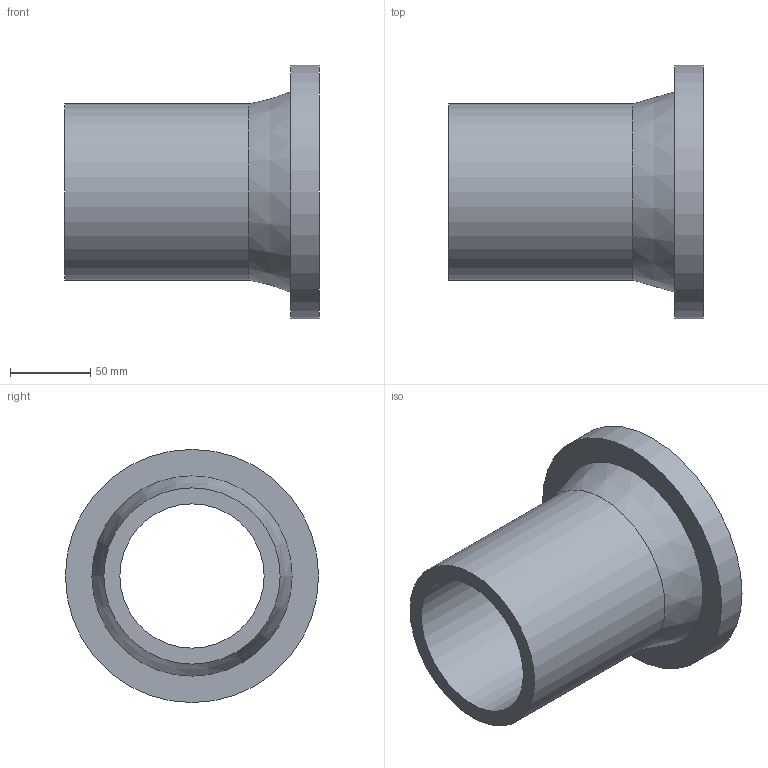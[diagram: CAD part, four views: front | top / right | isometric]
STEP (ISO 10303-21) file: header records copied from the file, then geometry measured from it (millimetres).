
FILE_DESCRIPTION(/* description */ ('PE100 Stub Flange with long spigot, Ø110, SDR11 PN16'),/* implementation_level */ '2;1');
FILE_NAME(/* name */ 'QEL11-RC-110'/* time_stamp */ '2021-10-28T16:19:58+02:00',/* author */ ('COAB Solutions'),/* organization */ ('GPA Flowsystem'),/* preprocessor_version */ '',/* originating_system */ 'www.coabsolutions.com',/* authorisation */ '');
FILE_SCHEMA (('AUTOMOTIVE_DESIGN { 1 0 10303 214 3 1 1 }'));
Length unit declared in the file: millimetre
Products named in the file (1): QEL11-RC-110
Bounding box: 159 x 158 x 158 mm (x, y, z)
Volume: 716598.9 mm3; surface area: 127342.3 mm2
Topology: 1 solids, 1 shells, 7 faces, 11 edges, 7 vertices
Faces by surface type: cylinder 3, plane 3, cone 1
Full cylindrical faces by diameter (mm): 90 x1, 110 x1, 158 x1
Entity records: 209 total; most frequent: DIRECTION 34, CARTESIAN_POINT 26, ORIENTED_EDGE 22, AXIS2_PLACEMENT_3D 15, EDGE_CURVE 11, EDGE_LOOP 10, FACE_OUTER_BOUND 7, CIRCLE 7
